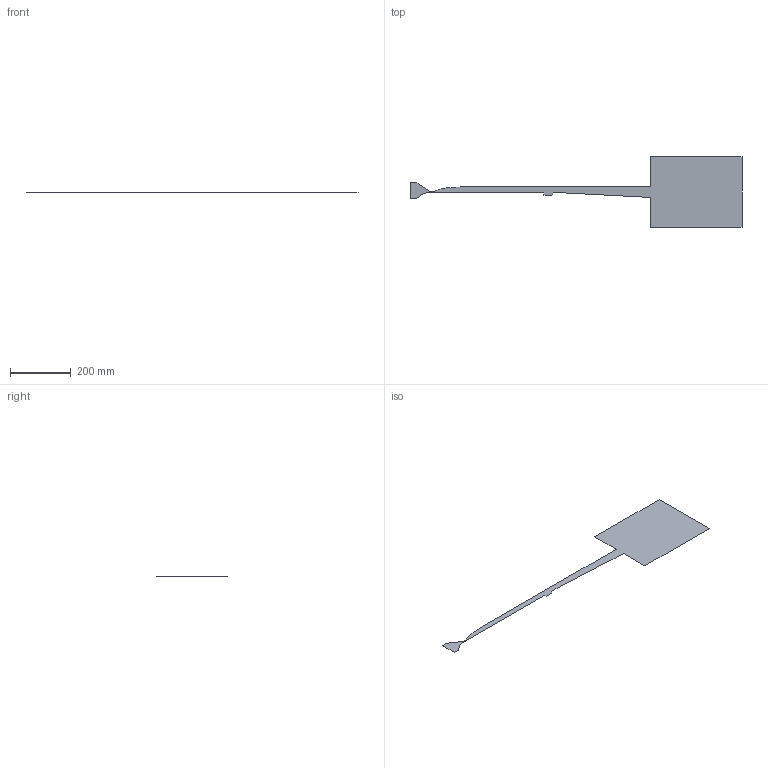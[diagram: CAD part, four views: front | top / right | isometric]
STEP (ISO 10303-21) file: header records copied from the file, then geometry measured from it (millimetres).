
FILE_DESCRIPTION (( 'STEP AP214' ), '1' );
FILE_NAME ('Baseline_extended.STEP', '2023-12-12T16:09:48', ( '' ), ( '' ), 'SwSTEP 2.0', 'SolidWorks 2022', '' );
FILE_SCHEMA (( 'AUTOMOTIVE_DESIGN' ));
Length unit declared in the file: millimetre
Products named in the file (1): Baseline_extended
Bounding box: 1092.58 x 233.64 x 0 mm (x, y, z)
Surface area: 88529.6 mm2 (no closed solid volume)
Topology: 0 solids, 1 shells, 1 faces, 24 edges, 24 vertices
Faces by surface type: plane 1
Entity records: 244 total; most frequent: CARTESIAN_POINT 60, DIRECTION 32, ORIENTED_EDGE 24, EDGE_CURVE 24, VERTEX_POINT 24, VECTOR 18, LINE 18, AXIS2_PLACEMENT_3D 7
